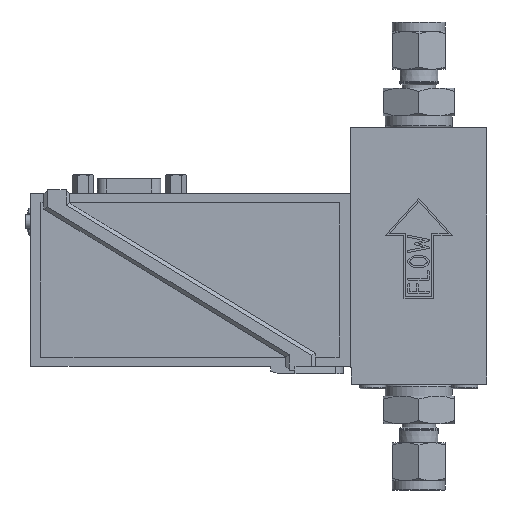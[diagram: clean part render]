
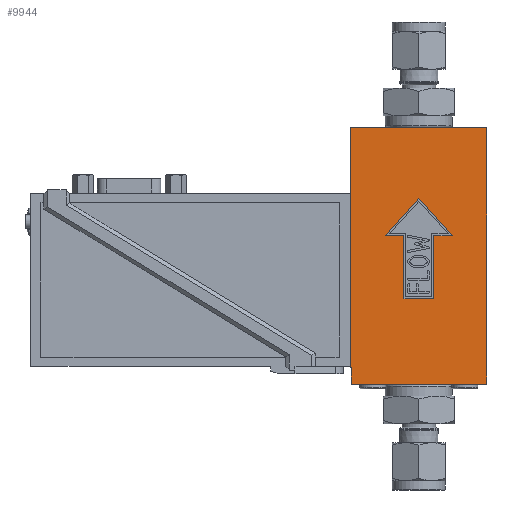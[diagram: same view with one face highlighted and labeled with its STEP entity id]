
A CAD part, left-side view. The second image highlights one B-rep face of the part: STEP entity #9944.
In plain terms, the highlighted planar face has unit normal (-1, 0, 0).
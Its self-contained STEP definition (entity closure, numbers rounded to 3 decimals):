
#531=FACE_BOUND('',#1747,.T.);
#684=PLANE('',#10764);
#1117=FACE_OUTER_BOUND('',#1746,.T.);
#1746=EDGE_LOOP('',(#7769,#7770,#7771,#7772,#7773,#7774,#7775,#7776));
#1747=EDGE_LOOP('',(#7777,#7778,#7779,#7780,#7781,#7782,#7783));
#2758=LINE('',#14960,#3592);
#2782=LINE('',#15311,#3616);
#2851=LINE('',#15710,#3685);
#2852=LINE('',#15712,#3686);
#2853=LINE('',#15713,#3687);
#2854=LINE('',#15715,#3688);
#2855=LINE('',#15717,#3689);
#2856=LINE('',#15718,#3690);
#2857=LINE('',#15721,#3691);
#2858=LINE('',#15723,#3692);
#2859=LINE('',#15725,#3693);
#2860=LINE('',#15727,#3694);
#2861=LINE('',#15729,#3695);
#2862=LINE('',#15731,#3696);
#2863=LINE('',#15732,#3697);
#3592=VECTOR('',#12026,10.);
#3616=VECTOR('',#12262,10.);
#3685=VECTOR('',#12447,10.);
#3686=VECTOR('',#12448,10.);
#3687=VECTOR('',#12449,10.);
#3688=VECTOR('',#12450,10.);
#3689=VECTOR('',#12451,10.);
#3690=VECTOR('',#12452,10.);
#3691=VECTOR('',#12453,10.);
#3692=VECTOR('',#12454,10.);
#3693=VECTOR('',#12455,10.);
#3694=VECTOR('',#12456,10.);
#3695=VECTOR('',#12457,10.);
#3696=VECTOR('',#12458,10.);
#3697=VECTOR('',#12459,10.);
#4470=VERTEX_POINT('',#14957);
#4471=VERTEX_POINT('',#14959);
#4546=VERTEX_POINT('',#15307);
#4548=VERTEX_POINT('',#15310);
#4674=VERTEX_POINT('',#15709);
#4675=VERTEX_POINT('',#15711);
#4676=VERTEX_POINT('',#15714);
#4677=VERTEX_POINT('',#15716);
#4678=VERTEX_POINT('',#15719);
#4679=VERTEX_POINT('',#15720);
#4680=VERTEX_POINT('',#15722);
#4681=VERTEX_POINT('',#15724);
#4682=VERTEX_POINT('',#15726);
#4683=VERTEX_POINT('',#15728);
#4684=VERTEX_POINT('',#15730);
#5539=EDGE_CURVE('',#4471,#4470,#2758,.T.);
#5663=EDGE_CURVE('',#4548,#4546,#2782,.T.);
#5810=EDGE_CURVE('',#4674,#4470,#2851,.T.);
#5811=EDGE_CURVE('',#4675,#4674,#2852,.T.);
#5812=EDGE_CURVE('',#4675,#4548,#2853,.T.);
#5813=EDGE_CURVE('',#4676,#4546,#2854,.T.);
#5814=EDGE_CURVE('',#4677,#4676,#2855,.T.);
#5815=EDGE_CURVE('',#4677,#4471,#2856,.T.);
#5816=EDGE_CURVE('',#4678,#4679,#2857,.T.);
#5817=EDGE_CURVE('',#4679,#4680,#2858,.T.);
#5818=EDGE_CURVE('',#4680,#4681,#2859,.T.);
#5819=EDGE_CURVE('',#4681,#4682,#2860,.T.);
#5820=EDGE_CURVE('',#4682,#4683,#2861,.T.);
#5821=EDGE_CURVE('',#4683,#4684,#2862,.T.);
#5822=EDGE_CURVE('',#4684,#4678,#2863,.T.);
#7769=ORIENTED_EDGE('',*,*,#5539,.T.);
#7770=ORIENTED_EDGE('',*,*,#5810,.F.);
#7771=ORIENTED_EDGE('',*,*,#5811,.F.);
#7772=ORIENTED_EDGE('',*,*,#5812,.T.);
#7773=ORIENTED_EDGE('',*,*,#5663,.T.);
#7774=ORIENTED_EDGE('',*,*,#5813,.F.);
#7775=ORIENTED_EDGE('',*,*,#5814,.F.);
#7776=ORIENTED_EDGE('',*,*,#5815,.T.);
#7777=ORIENTED_EDGE('',*,*,#5816,.T.);
#7778=ORIENTED_EDGE('',*,*,#5817,.T.);
#7779=ORIENTED_EDGE('',*,*,#5818,.T.);
#7780=ORIENTED_EDGE('',*,*,#5819,.T.);
#7781=ORIENTED_EDGE('',*,*,#5820,.T.);
#7782=ORIENTED_EDGE('',*,*,#5821,.T.);
#7783=ORIENTED_EDGE('',*,*,#5822,.T.);
#9944=ADVANCED_FACE('',(#1117,#531),#684,.T.);
#10764=AXIS2_PLACEMENT_3D('',#15708,#12445,#12446);
#12026=DIRECTION('',(0.,1.,0.));
#12262=DIRECTION('',(0.,-1.,0.));
#12445=DIRECTION('center_axis',(-1.,0.,0.));
#12446=DIRECTION('ref_axis',(0.,0.,1.));
#12447=DIRECTION('',(0.,0.,1.));
#12448=DIRECTION('',(0.,1.,0.));
#12449=DIRECTION('',(0.,0.,-1.));
#12450=DIRECTION('',(0.,0.,-1.));
#12451=DIRECTION('',(0.,1.,0.));
#12452=DIRECTION('',(0.,0.,1.));
#12453=DIRECTION('',(0.,-0.669,0.743));
#12454=DIRECTION('',(0.,-0.669,-0.743));
#12455=DIRECTION('',(0.,1.,0.));
#12456=DIRECTION('',(0.,0.,-1.));
#12457=DIRECTION('',(0.,1.,0.));
#12458=DIRECTION('',(0.,0.,1.));
#12459=DIRECTION('',(0.,1.,0.));
#14957=CARTESIAN_POINT('',(-12.75,18.3,64.5));
#14959=CARTESIAN_POINT('',(-12.75,-18.3,64.5));
#14960=CARTESIAN_POINT('',(-12.75,-18.3,64.5));
#15307=CARTESIAN_POINT('',(-12.75,-18.2,-4.5));
#15310=CARTESIAN_POINT('',(-12.75,18.2,-4.5));
#15311=CARTESIAN_POINT('',(-12.75,18.2,-4.5));
#15708=CARTESIAN_POINT('Origin',(-12.75,-18.3,0.));
#15709=CARTESIAN_POINT('',(-12.75,18.3,0.));
#15710=CARTESIAN_POINT('',(-12.75,18.3,0.));
#15711=CARTESIAN_POINT('',(-12.75,18.2,0.));
#15712=CARTESIAN_POINT('',(-12.75,-18.3,0.));
#15713=CARTESIAN_POINT('',(-12.75,18.2,0.));
#15714=CARTESIAN_POINT('',(-12.75,-18.2,0.));
#15715=CARTESIAN_POINT('',(-12.75,-18.2,0.));
#15716=CARTESIAN_POINT('',(-12.75,-18.3,0.));
#15717=CARTESIAN_POINT('',(-12.75,-18.3,0.));
#15718=CARTESIAN_POINT('',(-12.75,-18.3,0.));
#15719=CARTESIAN_POINT('',(-12.75,9.,35.5));
#15720=CARTESIAN_POINT('',(-12.75,0.,45.5));
#15721=CARTESIAN_POINT('',(-12.75,11.717,32.481));
#15722=CARTESIAN_POINT('',(-12.75,-9.,35.5));
#15723=CARTESIAN_POINT('',(-12.75,-15.407,28.381));
#15724=CARTESIAN_POINT('',(-12.75,-4.,35.5));
#15725=CARTESIAN_POINT('',(-12.75,-13.65,35.5));
#15726=CARTESIAN_POINT('',(-12.75,-4.,18.5));
#15727=CARTESIAN_POINT('',(-12.75,-4.,17.75));
#15728=CARTESIAN_POINT('',(-12.75,4.,18.5));
#15729=CARTESIAN_POINT('',(-12.75,-11.15,18.5));
#15730=CARTESIAN_POINT('',(-12.75,4.,35.5));
#15731=CARTESIAN_POINT('',(-12.75,4.,9.25));
#15732=CARTESIAN_POINT('',(-12.75,-7.15,35.5));
